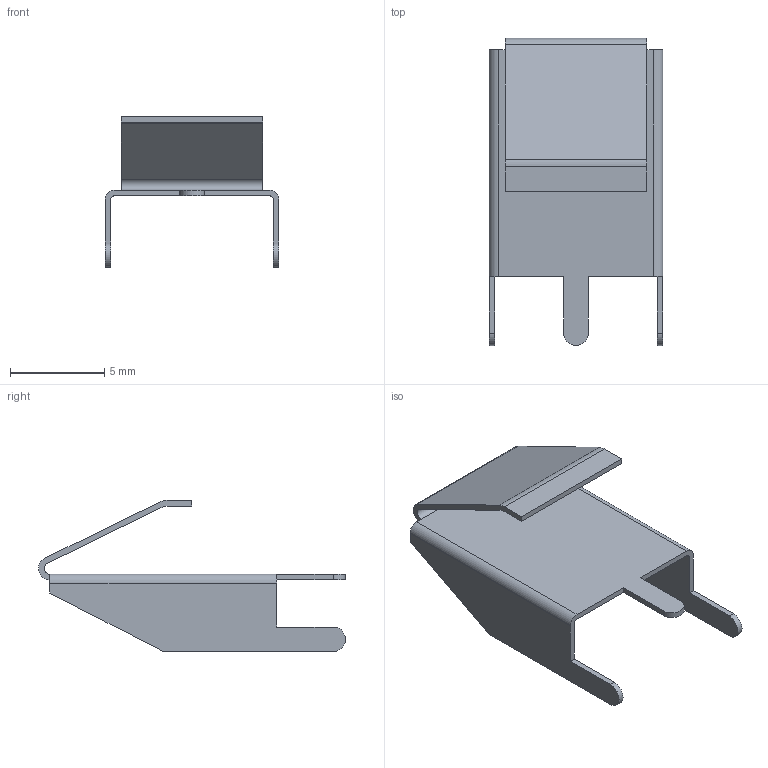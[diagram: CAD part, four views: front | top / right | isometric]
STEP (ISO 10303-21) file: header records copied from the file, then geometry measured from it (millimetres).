
FILE_DESCRIPTION(/* description */ ('','CAx-IF Rec.Pracs.---Representation and Presentation of Product Manufacturing Information (PMI)---4.0---2014-10-13'),/* implementation_level */ '2;1');
FILE_NAME(/* name */ 'COMF_306A.step',/* time_stamp */ '2024-12-29T19:10:02+01:00',/* author */ (''),/* organization */ (''),/* preprocessor_version */ 'ST-DEVELOPER v20',/* originating_system */ 'Autodesk Translation Framework v13.20.0.188',/* authorisation */ '');
FILE_SCHEMA (('AP242_MANAGED_MODEL_BASED_3D_ENGINEERING_MIM_LF { 1 0 10303 442 1 1 4 }'));
Length unit declared in the file: millimetre
Products named in the file (1): COMF_306A
Bounding box: 9.2 x 16.25 x 8 mm (x, y, z)
Volume: 79.6 mm3; surface area: 557.8 mm2
Topology: 1 solids, 1 shells, 36 faces, 98 edges, 64 vertices
Faces by surface type: plane 25, cylinder 11
Entity records: 1165 total; most frequent: CARTESIAN_POINT 199, ORIENTED_EDGE 196, DIRECTION 194, EDGE_CURVE 98, LINE 76, VECTOR 76, VERTEX_POINT 64, AXIS2_PLACEMENT_3D 59
